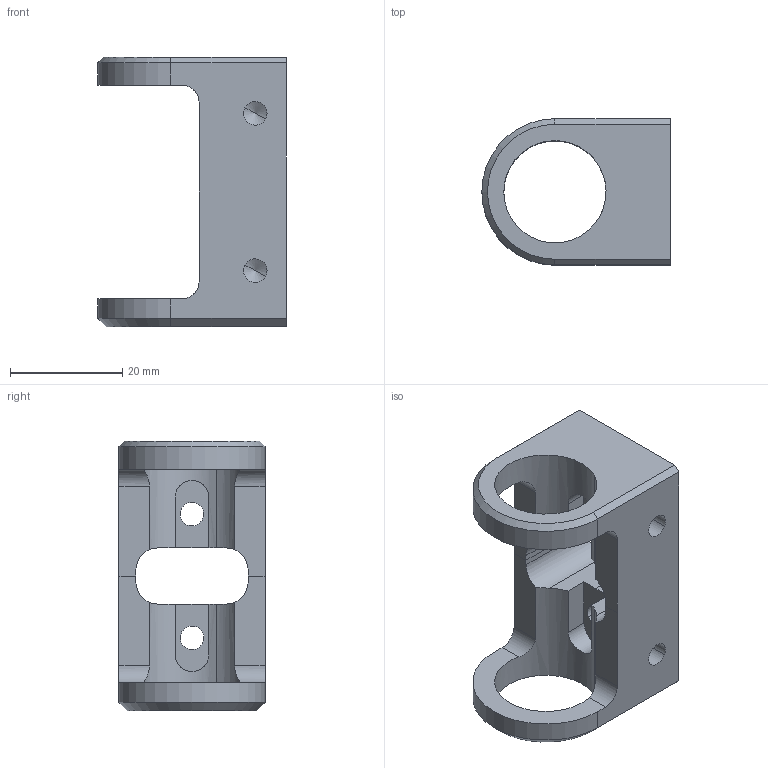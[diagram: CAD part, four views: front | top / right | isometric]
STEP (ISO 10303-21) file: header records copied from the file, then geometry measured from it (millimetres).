
FILE_DESCRIPTION(('CATIA V5 STEP Exchange'),'2;1');
FILE_NAME('Support Butee AR - 04 - Tube D18.stp','2017-05-20T10:35:00+00:00',('none'),('none'),'CATIA Version 5 Release 16 (IN-10)','CATIA V5 STEP AP203','none');
FILE_SCHEMA(('CONFIG_CONTROL_DESIGN'));
Length unit declared in the file: millimetre
Products named in the file (1): Support Butee AR - 04 - Tube D18
Bounding box: 33.5 x 26 x 48 mm (x, y, z)
Volume: 15194.7 mm3; surface area: 7401.1 mm2
Topology: 1 solids, 1 shells, 67 faces, 190 edges, 118 vertices
Faces by surface type: plane 29, cylinder 28, cone 10
Entity records: 2054 total; most frequent: CARTESIAN_POINT 420, ORIENTED_EDGE 364, DIRECTION 258, EDGE_CURVE 182, VERTEX_POINT 118, VECTOR 114, LINE 114, AXIS2_PLACEMENT_3D 102
